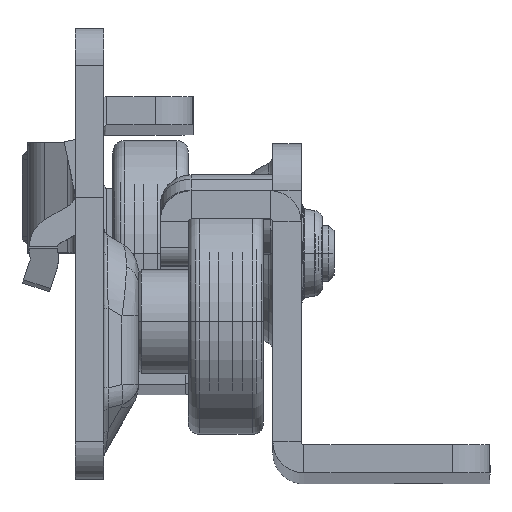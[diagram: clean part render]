
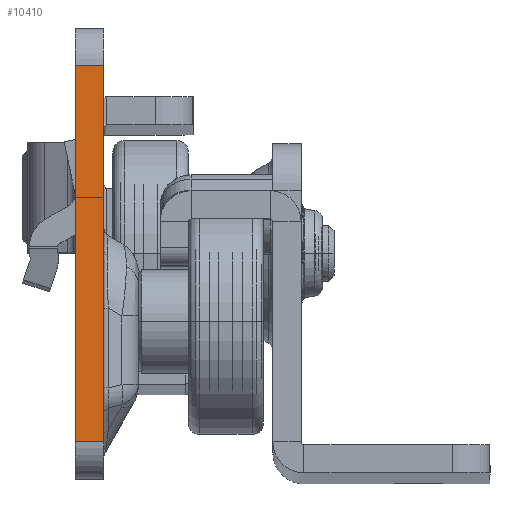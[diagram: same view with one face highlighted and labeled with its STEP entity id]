
A CAD part, top view. The second image highlights one B-rep face of the part: STEP entity #10410.
In plain terms, the highlighted planar face has unit normal (0, 0, 1).
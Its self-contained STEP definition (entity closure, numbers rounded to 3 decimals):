
#293 = LINE ( 'NONE', #23957, #11667 ) ;
#886 = LINE ( 'NONE', #25089, #2445 ) ;
#2295 = LINE ( 'NONE', #24412, #21522 ) ;
#2445 = VECTOR ( 'NONE', #18164, 1000. ) ;
#3595 = LINE ( 'NONE', #18890, #14749 ) ;
#4532 = AXIS2_PLACEMENT_3D ( 'NONE', #20996, #23299, #27591 ) ;
#4722 = ORIENTED_EDGE ( 'NONE', *, *, #23678, .T. ) ;
#7539 = ORIENTED_EDGE ( 'NONE', *, *, #17276, .T. ) ;
#8943 = DIRECTION ( 'NONE',  ( 0., -1., 0. ) ) ;
#9192 = DIRECTION ( 'NONE',  ( 1., 0., 0. ) ) ;
#9459 = CARTESIAN_POINT ( 'NONE',  ( 0., -21.7, 0. ) ) ;
#9790 = EDGE_CURVE ( 'NONE', #22538, #20637, #886, .T. ) ;
#10410 = ADVANCED_FACE ( 'NONE', ( #23877 ), #14793, .T. ) ;
#11667 = VECTOR ( 'NONE', #9192, 1000. ) ;
#14249 = DIRECTION ( 'NONE',  ( 0., -1., 0. ) ) ;
#14749 = VECTOR ( 'NONE', #14249, 1000. ) ;
#14793 = PLANE ( 'NONE',  #4532 ) ;
#17276 = EDGE_CURVE ( 'NONE', #22538, #27533, #2295, .T. ) ;
#18164 = DIRECTION ( 'NONE',  ( 1., 0., 0. ) ) ;
#18320 = ORIENTED_EDGE ( 'NONE', *, *, #9790, .F. ) ;
#18890 = CARTESIAN_POINT ( 'NONE',  ( 0., -29.094, 0. ) ) ;
#19743 = VERTEX_POINT ( 'NONE', #9459 ) ;
#20515 = ORIENTED_EDGE ( 'NONE', *, *, #21869, .F. ) ;
#20637 = VERTEX_POINT ( 'NONE', #22908 ) ;
#20996 = CARTESIAN_POINT ( 'NONE',  ( -3., -29.094, 0. ) ) ;
#21522 = VECTOR ( 'NONE', #8943, 1000. ) ;
#21869 = EDGE_CURVE ( 'NONE', #20637, #19743, #3595, .T. ) ;
#22538 = VERTEX_POINT ( 'NONE', #22936 ) ;
#22908 = CARTESIAN_POINT ( 'NONE',  ( 0., 18.3, 0. ) ) ;
#22936 = CARTESIAN_POINT ( 'NONE',  ( -3., 18.3, 0. ) ) ;
#23077 = EDGE_LOOP ( 'NONE', ( #20515, #18320, #7539, #4722 ) ) ;
#23299 = DIRECTION ( 'NONE',  ( 0., 0., 1. ) ) ;
#23678 = EDGE_CURVE ( 'NONE', #27533, #19743, #293, .T. ) ;
#23877 = FACE_OUTER_BOUND ( 'NONE', #23077, .T. ) ;
#23957 = CARTESIAN_POINT ( 'NONE',  ( -122.719, -21.7, 0. ) ) ;
#24412 = CARTESIAN_POINT ( 'NONE',  ( -3., -29.094, 0. ) ) ;
#25089 = CARTESIAN_POINT ( 'NONE',  ( -3., 18.3, 0. ) ) ;
#26748 = CARTESIAN_POINT ( 'NONE',  ( -3., -21.7, 0. ) ) ;
#27533 = VERTEX_POINT ( 'NONE', #26748 ) ;
#27591 = DIRECTION ( 'NONE',  ( 1., 0., 0. ) ) ;
